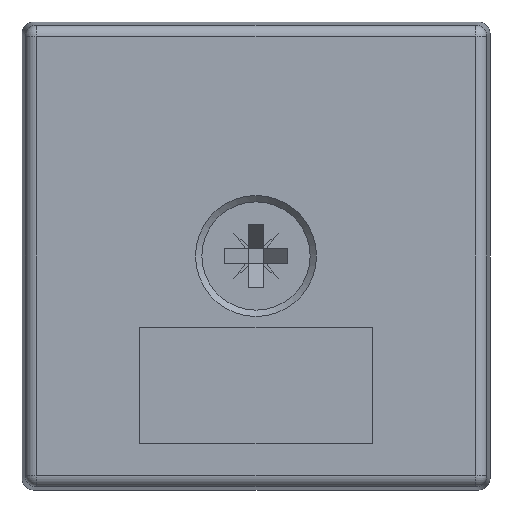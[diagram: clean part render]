
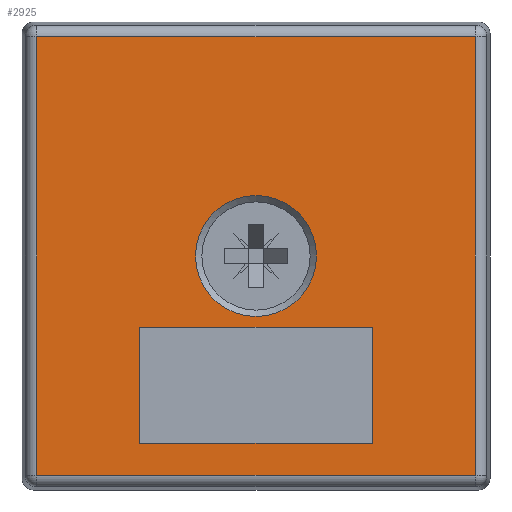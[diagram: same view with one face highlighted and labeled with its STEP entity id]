
A CAD part, front view. The second image highlights one B-rep face of the part: STEP entity #2925.
In plain terms, the highlighted planar face has unit normal (0, -1, 0).
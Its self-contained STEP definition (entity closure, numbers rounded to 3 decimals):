
#82=LINE('',#4911,#306);
#83=LINE('',#4913,#307);
#84=LINE('',#4915,#308);
#85=LINE('',#4916,#309);
#86=LINE('',#4919,#310);
#87=LINE('',#4921,#311);
#88=LINE('',#4923,#312);
#89=LINE('',#4924,#313);
#306=VECTOR('',#3679,37.667);
#307=VECTOR('',#3680,37.667);
#308=VECTOR('',#3681,37.667);
#309=VECTOR('',#3682,37.667);
#310=VECTOR('',#3683,20.);
#311=VECTOR('',#3684,10.);
#312=VECTOR('',#3685,20.);
#313=VECTOR('',#3686,10.);
#539=PLANE('',#3179);
#679=FACE_BOUND('',#927,.T.);
#680=FACE_BOUND('',#928,.T.);
#716=FACE_OUTER_BOUND('',#926,.T.);
#926=EDGE_LOOP('',(#2137,#2138,#2139,#2140));
#927=EDGE_LOOP('',(#2141));
#928=EDGE_LOOP('',(#2142,#2143,#2144,#2145));
#1135=CIRCLE('',#3147,5.2);
#1322=VERTEX_POINT('',#4603);
#1384=VERTEX_POINT('',#4909);
#1385=VERTEX_POINT('',#4910);
#1386=VERTEX_POINT('',#4912);
#1387=VERTEX_POINT('',#4914);
#1388=VERTEX_POINT('',#4917);
#1389=VERTEX_POINT('',#4918);
#1390=VERTEX_POINT('',#4920);
#1391=VERTEX_POINT('',#4922);
#1591=EDGE_CURVE('',#1322,#1322,#1135,.T.);
#1671=EDGE_CURVE('',#1384,#1385,#82,.T.);
#1672=EDGE_CURVE('',#1385,#1386,#83,.T.);
#1673=EDGE_CURVE('',#1386,#1387,#84,.T.);
#1674=EDGE_CURVE('',#1387,#1384,#85,.T.);
#1675=EDGE_CURVE('',#1388,#1389,#86,.T.);
#1676=EDGE_CURVE('',#1390,#1388,#87,.T.);
#1677=EDGE_CURVE('',#1391,#1390,#88,.T.);
#1678=EDGE_CURVE('',#1389,#1391,#89,.T.);
#2137=ORIENTED_EDGE('',*,*,#1671,.T.);
#2138=ORIENTED_EDGE('',*,*,#1672,.T.);
#2139=ORIENTED_EDGE('',*,*,#1673,.T.);
#2140=ORIENTED_EDGE('',*,*,#1674,.T.);
#2141=ORIENTED_EDGE('',*,*,#1591,.F.);
#2142=ORIENTED_EDGE('',*,*,#1675,.F.);
#2143=ORIENTED_EDGE('',*,*,#1676,.F.);
#2144=ORIENTED_EDGE('',*,*,#1677,.F.);
#2145=ORIENTED_EDGE('',*,*,#1678,.F.);
#2925=ADVANCED_FACE('',(#716,#679,#680),#539,.F.);
#3147=AXIS2_PLACEMENT_3D('',#4604,#3568,#3569);
#3179=AXIS2_PLACEMENT_3D('',#4908,#3677,#3678);
#3568=DIRECTION('center_axis',(0.,-1.,0.));
#3569=DIRECTION('ref_axis',(0.,0.,-1.));
#3677=DIRECTION('center_axis',(0.,1.,0.));
#3678=DIRECTION('ref_axis',(0.,0.,1.));
#3679=DIRECTION('',(0.,0.,1.));
#3680=DIRECTION('',(-1.,0.,0.));
#3681=DIRECTION('',(0.,0.,-1.));
#3682=DIRECTION('',(1.,0.,0.));
#3683=DIRECTION('',(-1.,0.,0.));
#3684=DIRECTION('',(0.,0.,1.));
#3685=DIRECTION('',(1.,0.,0.));
#3686=DIRECTION('',(0.,0.,-1.));
#4603=CARTESIAN_POINT('',(0.,0.,-5.2));
#4604=CARTESIAN_POINT('Origin',(0.,0.,0.));
#4908=CARTESIAN_POINT('Origin',(-19.75,0.,-19.75));
#4909=CARTESIAN_POINT('',(18.834,0.,-18.834));
#4910=CARTESIAN_POINT('',(18.834,0.,18.834));
#4911=CARTESIAN_POINT('',(18.834,0.,-18.834));
#4912=CARTESIAN_POINT('',(-18.834,0.,18.834));
#4913=CARTESIAN_POINT('',(18.834,0.,18.834));
#4914=CARTESIAN_POINT('',(-18.834,0.,-18.834));
#4915=CARTESIAN_POINT('',(-18.834,0.,18.834));
#4916=CARTESIAN_POINT('',(-18.834,0.,-18.834));
#4917=CARTESIAN_POINT('',(10.,0.,-6.1));
#4918=CARTESIAN_POINT('',(-10.,0.,-6.1));
#4919=CARTESIAN_POINT('',(10.,0.,-6.1));
#4920=CARTESIAN_POINT('',(10.,0.,-16.1));
#4921=CARTESIAN_POINT('',(10.,0.,-16.1));
#4922=CARTESIAN_POINT('',(-10.,0.,-16.1));
#4923=CARTESIAN_POINT('',(-10.,0.,-16.1));
#4924=CARTESIAN_POINT('',(-10.,0.,-6.1));
